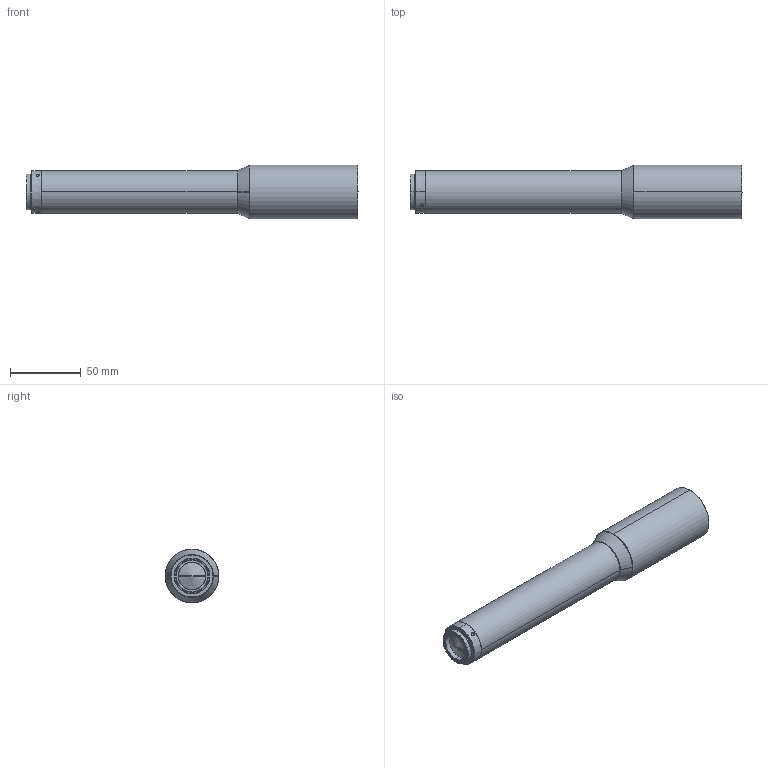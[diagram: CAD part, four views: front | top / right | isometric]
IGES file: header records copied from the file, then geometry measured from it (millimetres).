
Start section: SolidWorks IGES file using analytic representation for surfaces
Global section: file name: WH033-560A-230L.IGS,1; native system: 5HSolidWorks 2017; preprocessor: SolidWorks 2017; author: Administrator; date: 191203.103836; units: millimetre
Bounding box: 234.41 x 38 x 38 mm (x, y, z)
Surface area: 26462.6 mm2 (no closed solid volume)
Topology: 0 solids, 0 shells, 51 faces, 1016 edges, 1012 vertices
Faces by surface type: revolution 41, bspline 10
